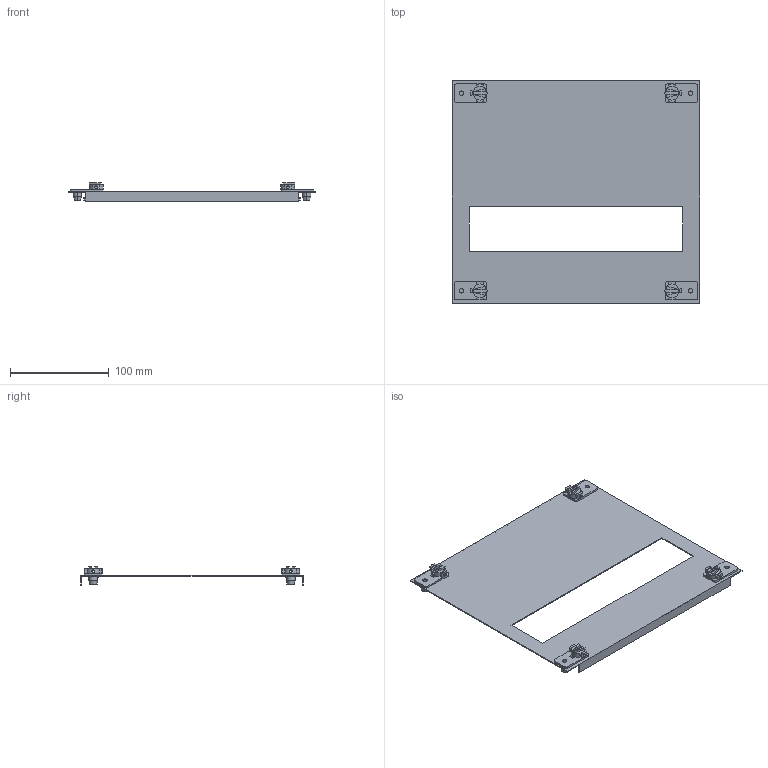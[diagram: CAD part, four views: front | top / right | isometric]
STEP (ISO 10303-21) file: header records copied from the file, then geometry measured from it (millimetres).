
FILE_DESCRIPTION((''),'2;1');
FILE_NAME('001101451_CP_1_1_M_ASM','2023-01-23T10:38:57',('klemen.sitar'),('Audax d.o.o.'),'CREO PARAMETRIC BY PTC INC, 2021304','CREO PARAMETRIC BY PTC INC, 2021304','');
FILE_SCHEMA(('AP242_MANAGED_MODEL_BASED_3D_ENGINEERING_MIM_LF { 1 0 10303 442 1 1 4 }'));
Length unit declared in the file: millimetre
Products named in the file (25): PRT0002_1_1_1_1_1_1_1; PRT0002_1_1_1_1_1_1_2_1_1_1_1; PRT0003_1_1_1_1_1_1_2_1_1_1_1; BLACK_PIN_ASM_1_ASM_1_ASM_1_A_3_ASM; BLACK_PIN_COLO_ASM_1_ASM_1_AS_3_ASM; ASM0002_ASM_1_ASM_1_1_ASM-15551_ASM; PRT0002_1_1_1_1_1_1_2_3_1_1_1_1; PRT0003_1_1_1_1_1_1_2_3_1_1_1_1; BLACK_PIN_ASM_1_ASM_1_ASM_1_A_4_ASM; BLACK_PIN_COLO_ASM_1_ASM_1_AS_4_ASM; ASM0002_ASM_1_ASM_1_1_2_A-19967_ASM; 001101429_CP_1_1_F_ASM_1_ASM; PRT0002_1_1_1_1_1_1_2_1_1; PRT0003_1_1_1_1_1_1_2_1_1; BLACK_PIN_ASM_1_ASM_1_ASM_1_A_5_ASM; BLACK_PIN_COLO_ASM_1_ASM_1_AS_5_ASM; ASM0002_ASM_1_ASM_1_1_ASM_-42_1_ASM; PRT0002_1_1_1_1_1_1_2_3_1_1; PRT0003_1_1_1_1_1_1_2_3_1_1; BLACK_PIN_ASM_1_ASM_1_ASM_1_A_6_ASM; BLACK_PIN_COLO_ASM_1_ASM_1_AS_6_ASM; ASM0002_ASM_1_ASM_1_1_2_AS-84_1_ASM; 001101429_CP_1_1_F_ASM_1_1_ASM; 001101429_CP_1_1_F_ASM; 001101451_CP_1_1_M_ASM
Assembly tree (24 placements, depth 7):
  001101451_CP_1_1_M_ASM
    001101429_CP_1_1_F_ASM_1_ASM
      PRT0002_1_1_1_1_1_1_1
      ASM0002_ASM_1_ASM_1_1_ASM-15551_ASM
        BLACK_PIN_COLO_ASM_1_ASM_1_AS_3_ASM
          BLACK_PIN_ASM_1_ASM_1_ASM_1_A_3_ASM
            PRT0002_1_1_1_1_1_1_2_1_1_1_1
            PRT0003_1_1_1_1_1_1_2_1_1_1_1
      ASM0002_ASM_1_ASM_1_1_2_A-19967_ASM
        BLACK_PIN_COLO_ASM_1_ASM_1_AS_4_ASM
          BLACK_PIN_ASM_1_ASM_1_ASM_1_A_4_ASM
            PRT0002_1_1_1_1_1_1_2_3_1_1_1_1
            PRT0003_1_1_1_1_1_1_2_3_1_1_1_1
    001101429_CP_1_1_F_ASM
      001101429_CP_1_1_F_ASM_1_1_ASM
        ASM0002_ASM_1_ASM_1_1_ASM_-42_1_ASM
          BLACK_PIN_COLO_ASM_1_ASM_1_AS_5_ASM
            BLACK_PIN_ASM_1_ASM_1_ASM_1_A_5_ASM
              PRT0002_1_1_1_1_1_1_2_1_1
              PRT0003_1_1_1_1_1_1_2_1_1
        ASM0002_ASM_1_ASM_1_1_2_AS-84_1_ASM
          BLACK_PIN_COLO_ASM_1_ASM_1_AS_6_ASM
            BLACK_PIN_ASM_1_ASM_1_ASM_1_A_6_ASM
              PRT0002_1_1_1_1_1_1_2_3_1_1
              PRT0003_1_1_1_1_1_1_2_3_1_1
Bounding box: 250 x 225 x 18.6 mm (x, y, z)
Volume: 61522 mm3; surface area: 113508.8 mm2
Topology: 9 solids, 9 shells, 354 faces, 1068 edges, 792 vertices
Faces by surface type: plane 226, cylinder 120, cone 8
Entity records: 21863 total; most frequent: CARTESIAN_POINT 2900, PRESENTATION_LAYER_ASSIGNMENT 2837, DIRECTION 2224, ORIENTED_EDGE 2024, PRESENTATION_STYLE_ASSIGNMENT 1127, STYLED_ITEM 1127, CURVE_STYLE 1118, EDGE_CURVE 1012
